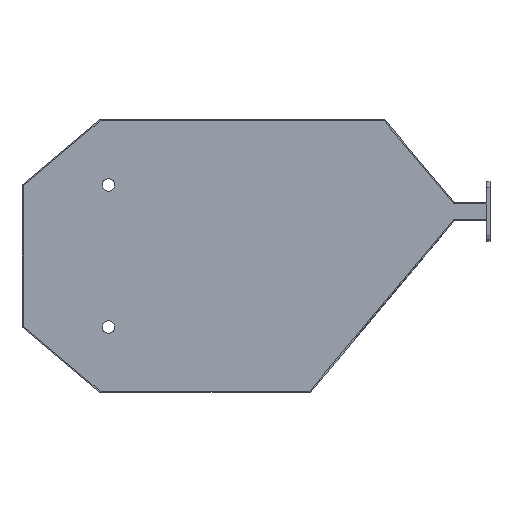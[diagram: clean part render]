
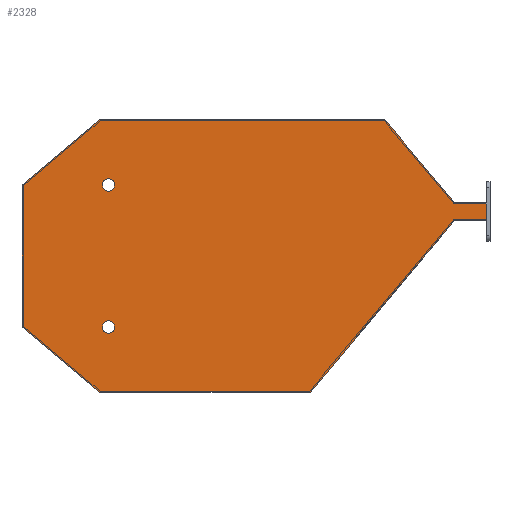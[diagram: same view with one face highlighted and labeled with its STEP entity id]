
A CAD part, left-side view. The second image highlights one B-rep face of the part: STEP entity #2328.
In plain terms, the highlighted planar face has unit normal (-1, 0, 0).
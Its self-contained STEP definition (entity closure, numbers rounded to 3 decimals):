
#3 = VERTEX_POINT ( 'NONE', #2618 ) ;
#4 = CIRCLE ( 'NONE', #1265, 5.25 ) ;
#20 = VECTOR ( 'NONE', #2271, 1000. ) ;
#31 = LINE ( 'NONE', #1977, #1096 ) ;
#107 = VERTEX_POINT ( 'NONE', #962 ) ;
#122 = EDGE_CURVE ( 'NONE', #107, #1773, #1049, .T. ) ;
#128 = VECTOR ( 'NONE', #2306, 1000. ) ;
#153 = VECTOR ( 'NONE', #2325, 1000. ) ;
#156 = VERTEX_POINT ( 'NONE', #2473 ) ;
#160 = CARTESIAN_POINT ( 'NONE',  ( -135., 171.34, -115. ) ) ;
#179 = EDGE_CURVE ( 'NONE', #1645, #1046, #515, .T. ) ;
#234 = DIRECTION ( 'NONE',  ( 0., -0.643, -0.766 ) ) ;
#239 = EDGE_LOOP ( 'NONE', ( #1122, #701 ) ) ;
#263 = EDGE_CURVE ( 'NONE', #270, #156, #1270, .T. ) ;
#270 = VERTEX_POINT ( 'NONE', #160 ) ;
#274 = EDGE_CURVE ( 'NONE', #2853, #3, #1504, .T. ) ;
#312 = EDGE_CURVE ( 'NONE', #1046, #2557, #2563, .T. ) ;
#362 = DIRECTION ( 'NONE',  ( 0., 0., -1. ) ) ;
#389 = CIRCLE ( 'NONE', #2096, 5.25 ) ;
#440 = VECTOR ( 'NONE', #1441, 1000. ) ;
#447 = CARTESIAN_POINT ( 'NONE',  ( -135., 236.886, -60. ) ) ;
#467 = CARTESIAN_POINT ( 'NONE',  ( -135., 163.886, -65.25 ) ) ;
#515 = LINE ( 'NONE', #2065, #1925 ) ;
#529 = DIRECTION ( 'NONE',  ( -1., 0., 0. ) ) ;
#542 = CARTESIAN_POINT ( 'NONE',  ( -135., -128.114, 45. ) ) ;
#560 = EDGE_CURVE ( 'NONE', #2592, #2261, #1430, .T. ) ;
#603 = ORIENTED_EDGE ( 'NONE', *, *, #1872, .F. ) ;
#645 = DIRECTION ( 'NONE',  ( 0., 0., 1. ) ) ;
#701 = ORIENTED_EDGE ( 'NONE', *, *, #274, .F. ) ;
#735 = DIRECTION ( 'NONE',  ( 0., 0., 1. ) ) ;
#739 = AXIS2_PLACEMENT_3D ( 'NONE', #2176, #2584, #362 ) ;
#740 = CARTESIAN_POINT ( 'NONE',  ( -135., -158.114, 45. ) ) ;
#787 = CARTESIAN_POINT ( 'NONE',  ( -135., 171.34, 115. ) ) ;
#813 = ORIENTED_EDGE ( 'NONE', *, *, #1316, .F. ) ;
#815 = DIRECTION ( 'NONE',  ( -1., 0., 0. ) ) ;
#868 = ORIENTED_EDGE ( 'NONE', *, *, #312, .F. ) ;
#876 = DIRECTION ( 'NONE',  ( 0., 0., 1. ) ) ;
#878 = DIRECTION ( 'NONE',  ( 0., 0., 1. ) ) ;
#922 = EDGE_CURVE ( 'NONE', #1773, #107, #4, .T. ) ;
#962 = CARTESIAN_POINT ( 'NONE',  ( -135., 163.886, 54.75 ) ) ;
#982 = CARTESIAN_POINT ( 'NONE',  ( -135., 163.886, 65.25 ) ) ;
#1008 = CARTESIAN_POINT ( 'NONE',  ( -135., -158.114, 30. ) ) ;
#1015 = CARTESIAN_POINT ( 'NONE',  ( -135., -128.114, 30. ) ) ;
#1046 = VERTEX_POINT ( 'NONE', #1294 ) ;
#1049 = CIRCLE ( 'NONE', #1328, 5.25 ) ;
#1096 = VECTOR ( 'NONE', #234, 1000. ) ;
#1098 = CARTESIAN_POINT ( 'NONE',  ( -135., -69.377, 115. ) ) ;
#1110 = VECTOR ( 'NONE', #2710, 1000. ) ;
#1122 = ORIENTED_EDGE ( 'NONE', *, *, #1205, .F. ) ;
#1139 = CARTESIAN_POINT ( 'NONE',  ( -135., -158.114, 45. ) ) ;
#1180 = VECTOR ( 'NONE', #876, 1000. ) ;
#1205 = EDGE_CURVE ( 'NONE', #3, #2853, #389, .T. ) ;
#1208 = EDGE_CURVE ( 'NONE', #2557, #1251, #31, .T. ) ;
#1239 = CARTESIAN_POINT ( 'NONE',  ( -135., 236.886, -60. ) ) ;
#1251 = VERTEX_POINT ( 'NONE', #1356 ) ;
#1265 = AXIS2_PLACEMENT_3D ( 'NONE', #1979, #2860, #878 ) ;
#1270 = LINE ( 'NONE', #1239, #153 ) ;
#1282 = VERTEX_POINT ( 'NONE', #1139 ) ;
#1294 = CARTESIAN_POINT ( 'NONE',  ( -135., 171.34, 115. ) ) ;
#1306 = PLANE ( 'NONE',  #739 ) ;
#1316 = EDGE_CURVE ( 'NONE', #156, #1645, #2856, .T. ) ;
#1328 = AXIS2_PLACEMENT_3D ( 'NONE', #2458, #529, #735 ) ;
#1344 = CARTESIAN_POINT ( 'NONE',  ( -135., 163.886, -60. ) ) ;
#1356 = CARTESIAN_POINT ( 'NONE',  ( -135., -128.114, 45. ) ) ;
#1430 = LINE ( 'NONE', #1015, #20 ) ;
#1433 = CARTESIAN_POINT ( 'NONE',  ( -135., -158.114, 30. ) ) ;
#1441 = DIRECTION ( 'NONE',  ( 0., 1., 0. ) ) ;
#1443 = FACE_BOUND ( 'NONE', #239, .T. ) ;
#1502 = CARTESIAN_POINT ( 'NONE',  ( -135., 163.886, -60. ) ) ;
#1504 = CIRCLE ( 'NONE', #2649, 5.25 ) ;
#1548 = VECTOR ( 'NONE', #2749, 1000. ) ;
#1572 = EDGE_CURVE ( 'NONE', #1960, #2592, #2831, .T. ) ;
#1642 = CARTESIAN_POINT ( 'NONE',  ( -135., -6.444, -115. ) ) ;
#1645 = VERTEX_POINT ( 'NONE', #2175 ) ;
#1703 = VECTOR ( 'NONE', #2023, 1000. ) ;
#1705 = DIRECTION ( 'NONE',  ( 0., 0., 1. ) ) ;
#1756 = ORIENTED_EDGE ( 'NONE', *, *, #2221, .F. ) ;
#1773 = VERTEX_POINT ( 'NONE', #982 ) ;
#1775 = CARTESIAN_POINT ( 'NONE',  ( -135., -128.114, 30. ) ) ;
#1778 = DIRECTION ( 'NONE',  ( -1., 0., 0. ) ) ;
#1825 = ORIENTED_EDGE ( 'NONE', *, *, #179, .F. ) ;
#1851 = ORIENTED_EDGE ( 'NONE', *, *, #560, .F. ) ;
#1865 = EDGE_LOOP ( 'NONE', ( #2660, #2861 ) ) ;
#1872 = EDGE_CURVE ( 'NONE', #2261, #270, #2469, .T. ) ;
#1889 = LINE ( 'NONE', #740, #1110 ) ;
#1913 = LINE ( 'NONE', #542, #128 ) ;
#1925 = VECTOR ( 'NONE', #2238, 1000. ) ;
#1960 = VERTEX_POINT ( 'NONE', #1433 ) ;
#1977 = CARTESIAN_POINT ( 'NONE',  ( -135., -69.377, 115. ) ) ;
#1979 = CARTESIAN_POINT ( 'NONE',  ( -135., 163.886, 60. ) ) ;
#2023 = DIRECTION ( 'NONE',  ( 0., 1., 0. ) ) ;
#2034 = EDGE_CURVE ( 'NONE', #1251, #1282, #1913, .T. ) ;
#2066 = ORIENTED_EDGE ( 'NONE', *, *, #263, .F. ) ;
#2065 = CARTESIAN_POINT ( 'NONE',  ( -135., 236.886, 60. ) ) ;
#2096 = AXIS2_PLACEMENT_3D ( 'NONE', #1344, #1778, #645 ) ;
#2136 = ORIENTED_EDGE ( 'NONE', *, *, #1208, .F. ) ;
#2175 = CARTESIAN_POINT ( 'NONE',  ( -135., 236.886, 60. ) ) ;
#2176 = CARTESIAN_POINT ( 'NONE',  ( -135., 0., 0. ) ) ;
#2221 = EDGE_CURVE ( 'NONE', #1282, #1960, #1889, .T. ) ;
#2238 = DIRECTION ( 'NONE',  ( 0., -0.766, 0.643 ) ) ;
#2261 = VERTEX_POINT ( 'NONE', #1642 ) ;
#2271 = DIRECTION ( 'NONE',  ( 0., 0.643, -0.766 ) ) ;
#2306 = DIRECTION ( 'NONE',  ( 0., -1., 0. ) ) ;
#2322 = ORIENTED_EDGE ( 'NONE', *, *, #2034, .F. ) ;
#2325 = DIRECTION ( 'NONE',  ( 0., 0.766, 0.643 ) ) ;
#2327 = FACE_BOUND ( 'NONE', #1865, .T. ) ;
#2328 = ADVANCED_FACE ( 'NONE', ( #1443, #2327, #2845 ), #1306, .F. ) ;
#2348 = ORIENTED_EDGE ( 'NONE', *, *, #1572, .F. ) ;
#2458 = CARTESIAN_POINT ( 'NONE',  ( -135., 163.886, 60. ) ) ;
#2469 = LINE ( 'NONE', #2511, #1703 ) ;
#2473 = CARTESIAN_POINT ( 'NONE',  ( -135., 236.886, -60. ) ) ;
#2511 = CARTESIAN_POINT ( 'NONE',  ( -135., -6.444, -115. ) ) ;
#2557 = VERTEX_POINT ( 'NONE', #1098 ) ;
#2563 = LINE ( 'NONE', #787, #1548 ) ;
#2584 = DIRECTION ( 'NONE',  ( 1., 0., 0. ) ) ;
#2592 = VERTEX_POINT ( 'NONE', #1775 ) ;
#2618 = CARTESIAN_POINT ( 'NONE',  ( -135., 163.886, -54.75 ) ) ;
#2649 = AXIS2_PLACEMENT_3D ( 'NONE', #1502, #815, #1705 ) ;
#2660 = ORIENTED_EDGE ( 'NONE', *, *, #922, .F. ) ;
#2710 = DIRECTION ( 'NONE',  ( 0., 0., -1. ) ) ;
#2749 = DIRECTION ( 'NONE',  ( 0., -1., 0. ) ) ;
#2821 = EDGE_LOOP ( 'NONE', ( #2066, #603, #1851, #2348, #1756, #2322, #2136, #868, #1825, #813 ) ) ;
#2831 = LINE ( 'NONE', #1008, #440 ) ;
#2845 = FACE_OUTER_BOUND ( 'NONE', #2821, .T. ) ;
#2853 = VERTEX_POINT ( 'NONE', #467 ) ;
#2856 = LINE ( 'NONE', #447, #1180 ) ;
#2860 = DIRECTION ( 'NONE',  ( -1., 0., 0. ) ) ;
#2861 = ORIENTED_EDGE ( 'NONE', *, *, #122, .F. ) ;
